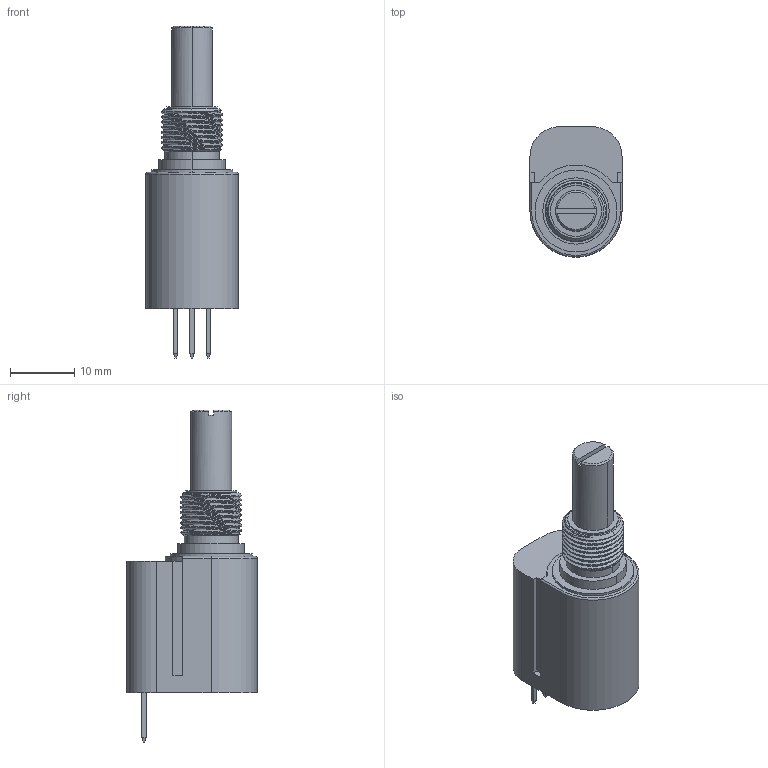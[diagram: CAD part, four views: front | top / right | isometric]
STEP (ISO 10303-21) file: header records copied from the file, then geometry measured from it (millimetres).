
FILE_DESCRIPTION((''),'2;1');
FILE_NAME('SD-5989-3PIN_ASM','2012-03-01T',('perryw1'),('Bourns, Inc.'),'PRO/ENGINEER BY PARAMETRIC TECHNOLOGY CORPORATION, 2010020','PRO/ENGINEER BY PARAMETRIC TECHNOLOGY CORPORATION, 2010020','');
FILE_SCHEMA(('CONFIG_CONTROL_DESIGN'));
Length unit declared in the file: inch
Products named in the file (1): SD-5989-3PIN_ASM
Bounding box: 14.29 x 20.22 x 51.49 mm (x, y, z)
Volume: 6434.9 mm3; surface area: 2670.3 mm2
Topology: 1 solids, 2 shells, 752 faces, 2072 edges, 1379 vertices
Faces by surface type: plane 687, cylinder 46, cone 9, bspline 9, torus 1
Entity records: 26146 total; most frequent: CARTESIAN_POINT 6951, ORIENTED_EDGE 4144, DIRECTION 3598, EDGE_CURVE 2072, VECTOR 1926, LINE 1926, VERTEX_POINT 1379, AXIS2_PLACEMENT_3D 836
